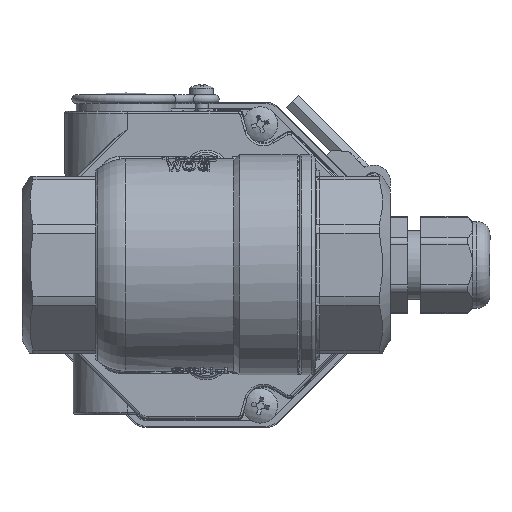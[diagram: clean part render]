
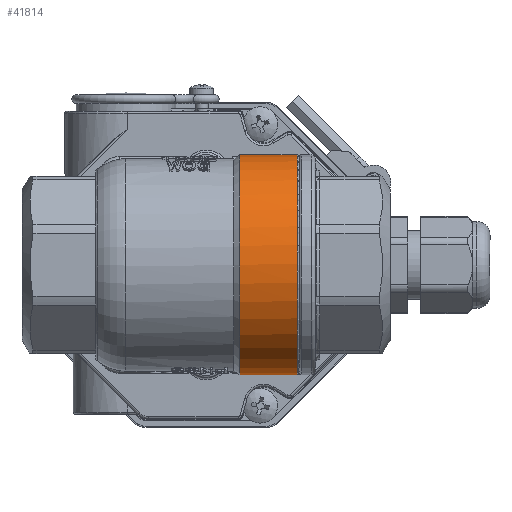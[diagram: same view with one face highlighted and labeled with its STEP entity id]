
A CAD part, front view. The second image highlights one B-rep face of the part: STEP entity #41814.
In plain terms, the highlighted cylindrical face has radius 25.4 mm (diameter 50.8 mm), a full revolution.
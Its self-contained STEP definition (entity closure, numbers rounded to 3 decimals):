
#2270=B_SPLINE_CURVE_WITH_KNOTS('',3,(#81394,#81395,#81396,#81397,#81398),
 .UNSPECIFIED.,.F.,.F.,(4,1,4),(0.,0.5,1.),.UNSPECIFIED.);
#2271=B_SPLINE_CURVE_WITH_KNOTS('',3,(#81400,#81401,#81402,#81403,#81404,
#81405,#81406,#81407,#81408,#81409,#81410,#81411,#81412,#81413,#81414,#81415,
#81416,#81417,#81418,#81419,#81420,#81421,#81422,#81423,#81424,#81425,#81426),
 .UNSPECIFIED.,.F.,.F.,(4,1,1,1,1,1,1,1,1,1,1,1,1,1,1,1,1,1,1,1,1,1,1,1,
4),(0.,0.063,0.125,0.188,0.25,0.281,0.313,0.344,0.375,0.406,0.438,
0.5,0.531,0.563,0.594,0.625,0.656,0.688,0.719,0.75,0.781,0.813,
0.875,0.938,1.),.UNSPECIFIED.);
#2272=B_SPLINE_CURVE_WITH_KNOTS('',3,(#81428,#81429,#81430,#81431,#81432),
 .UNSPECIFIED.,.F.,.F.,(4,1,4),(0.,0.5,1.),.UNSPECIFIED.);
#8124=CYLINDRICAL_SURFACE('',#46650,25.4);
#9595=ORIENTED_EDGE('',*,*,#22211,.T.);
#9596=ORIENTED_EDGE('',*,*,#22344,.T.);
#9597=ORIENTED_EDGE('',*,*,#22346,.T.);
#9598=ORIENTED_EDGE('',*,*,#22347,.T.);
#9599=ORIENTED_EDGE('',*,*,#22348,.T.);
#22211=EDGE_CURVE('',#28603,#28603,#32555,.T.);
#22344=EDGE_CURVE('',#28732,#28731,#32591,.T.);
#22346=EDGE_CURVE('',#28731,#28733,#2270,.T.);
#22347=EDGE_CURVE('',#28733,#28734,#2271,.T.);
#22348=EDGE_CURVE('',#28734,#28732,#2272,.T.);
#28603=VERTEX_POINT('',#77739);
#28731=VERTEX_POINT('',#81386);
#28732=VERTEX_POINT('',#81388);
#28733=VERTEX_POINT('',#81399);
#28734=VERTEX_POINT('',#81427);
#32555=CIRCLE('',#46603,25.4);
#32591=CIRCLE('',#46649,25.4);
#35485=EDGE_LOOP('',(#9595));
#35486=EDGE_LOOP('',(#9596,#9597,#9598,#9599));
#38625=FACE_BOUND('',#35485,.T.);
#38626=FACE_BOUND('',#35486,.T.);
#41814=ADVANCED_FACE('',(#38625,#38626),#8124,.T.);
#46603=AXIS2_PLACEMENT_3D('',#77738,#52262,#52263);
#46649=AXIS2_PLACEMENT_3D('',#81387,#52371,#52372);
#46650=AXIS2_PLACEMENT_3D('',#81393,#52373,#52374);
#52262=DIRECTION('',(-1.,0.,0.));
#52263=DIRECTION('',(0.,0.,1.));
#52371=DIRECTION('',(1.,0.,0.));
#52372=DIRECTION('',(0.,0.,-1.));
#52373=DIRECTION('',(1.,0.,0.));
#52374=DIRECTION('',(0.,0.,-1.));
#77738=CARTESIAN_POINT('',(21.,0.,0.));
#77739=CARTESIAN_POINT('',(21.,0.,25.4));
#81386=CARTESIAN_POINT('',(7.7,18.941,-16.923));
#81387=CARTESIAN_POINT('',(7.7,0.,0.));
#81388=CARTESIAN_POINT('',(7.7,18.941,16.923));
#81393=CARTESIAN_POINT('',(50.218,0.,0.));
#81394=CARTESIAN_POINT('',(7.7,18.941,-16.923));
#81395=CARTESIAN_POINT('',(7.7,19.072,-16.776));
#81396=CARTESIAN_POINT('',(7.665,19.299,-16.517));
#81397=CARTESIAN_POINT('',(7.508,19.527,-16.245));
#81398=CARTESIAN_POINT('',(7.403,19.617,-16.134));
#81399=CARTESIAN_POINT('',(7.403,19.617,-16.134));
#81400=CARTESIAN_POINT('',(7.403,19.617,-16.134));
#81401=CARTESIAN_POINT('',(8.235,19.868,-15.829));
#81402=CARTESIAN_POINT('',(9.89,20.446,-15.097));
#81403=CARTESIAN_POINT('',(12.133,21.398,-13.725));
#81404=CARTESIAN_POINT('',(14.16,22.377,-12.075));
#81405=CARTESIAN_POINT('',(15.652,23.167,-10.464));
#81406=CARTESIAN_POINT('',(16.705,23.752,-9.026));
#81407=CARTESIAN_POINT('',(17.388,24.141,-7.931));
#81408=CARTESIAN_POINT('',(18.027,24.513,-6.695));
#81409=CARTESIAN_POINT('',(18.537,24.816,-5.469));
#81410=CARTESIAN_POINT('',(18.965,25.073,-4.134));
#81411=CARTESIAN_POINT('',(19.367,25.318,-2.367));
#81412=CARTESIAN_POINT('',(19.542,25.426,-0.473));
#81413=CARTESIAN_POINT('',(19.46,25.375,1.383));
#81414=CARTESIAN_POINT('',(19.269,25.259,2.79));
#81415=CARTESIAN_POINT('',(18.971,25.077,4.111));
#81416=CARTESIAN_POINT('',(18.544,24.82,5.449));
#81417=CARTESIAN_POINT('',(18.036,24.518,6.674));
#81418=CARTESIAN_POINT('',(17.402,24.149,7.905));
#81419=CARTESIAN_POINT('',(16.713,23.756,9.016));
#81420=CARTESIAN_POINT('',(15.908,23.309,10.113));
#81421=CARTESIAN_POINT('',(15.064,22.856,11.098));
#81422=CARTESIAN_POINT('',(13.817,22.211,12.356));
#81423=CARTESIAN_POINT('',(12.12,21.392,13.733));
#81424=CARTESIAN_POINT('',(9.897,20.448,15.093));
#81425=CARTESIAN_POINT('',(8.236,19.869,15.829));
#81426=CARTESIAN_POINT('',(7.403,19.617,16.134));
#81427=CARTESIAN_POINT('',(7.403,19.617,16.134));
#81428=CARTESIAN_POINT('',(7.403,19.617,16.134));
#81429=CARTESIAN_POINT('',(7.507,19.527,16.244));
#81430=CARTESIAN_POINT('',(7.664,19.3,16.515));
#81431=CARTESIAN_POINT('',(7.7,19.073,16.776));
#81432=CARTESIAN_POINT('',(7.7,18.941,16.923));
